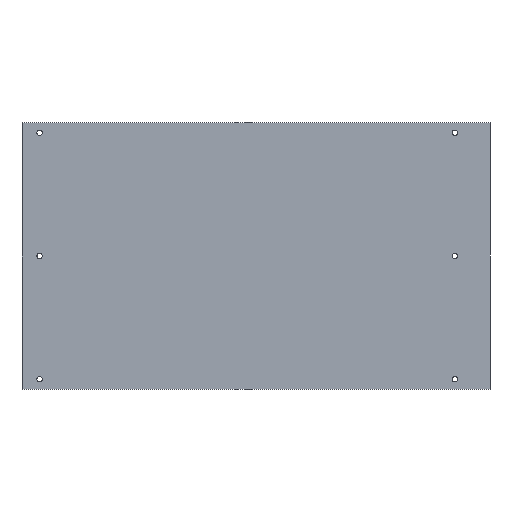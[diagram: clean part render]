
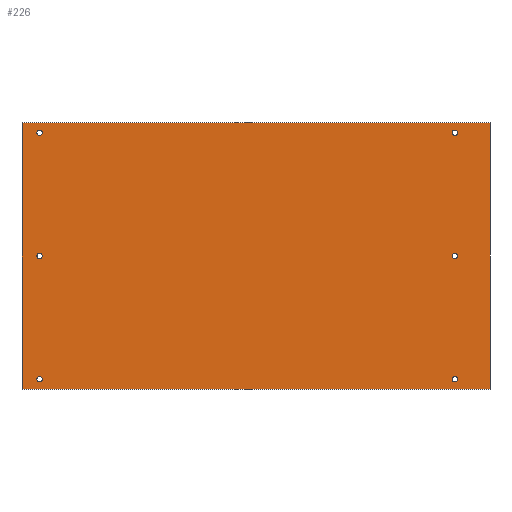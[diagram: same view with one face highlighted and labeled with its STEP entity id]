
A CAD part, left-side view. The second image highlights one B-rep face of the part: STEP entity #226.
In plain terms, the highlighted planar face has unit normal (-1, 0, 0).
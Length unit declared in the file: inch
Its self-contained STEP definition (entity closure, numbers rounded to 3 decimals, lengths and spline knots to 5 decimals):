
#15=LINE('',#367,#27);
#19=LINE('',#375,#31);
#22=LINE('',#381,#34);
#25=LINE('',#386,#37);
#27=VECTOR('',#311,39.37008);
#31=VECTOR('',#317,39.37008);
#34=VECTOR('',#322,39.37008);
#37=VECTOR('',#327,39.37008);
#44=PLANE('',#270);
#57=FACE_BOUND('',#99,.T.);
#58=FACE_BOUND('',#100,.T.);
#59=FACE_BOUND('',#101,.T.);
#60=FACE_BOUND('',#102,.T.);
#61=FACE_BOUND('',#103,.T.);
#62=FACE_BOUND('',#104,.T.);
#74=FACE_OUTER_BOUND('',#98,.T.);
#98=EDGE_LOOP('',(#199,#200,#201,#202));
#99=EDGE_LOOP('',(#203));
#100=EDGE_LOOP('',(#204));
#101=EDGE_LOOP('',(#205));
#102=EDGE_LOOP('',(#206));
#103=EDGE_LOOP('',(#207));
#104=EDGE_LOOP('',(#208));
#105=CIRCLE('',#248,0.133);
#107=CIRCLE('',#251,0.133);
#109=CIRCLE('',#254,0.133);
#111=CIRCLE('',#257,0.133);
#113=CIRCLE('',#260,0.133);
#115=CIRCLE('',#263,0.133);
#117=VERTEX_POINT('',#335);
#119=VERTEX_POINT('',#340);
#121=VERTEX_POINT('',#345);
#123=VERTEX_POINT('',#350);
#125=VERTEX_POINT('',#355);
#127=VERTEX_POINT('',#360);
#129=VERTEX_POINT('',#365);
#130=VERTEX_POINT('',#366);
#133=VERTEX_POINT('',#374);
#135=VERTEX_POINT('',#380);
#137=EDGE_CURVE('',#117,#117,#105,.T.);
#139=EDGE_CURVE('',#119,#119,#107,.T.);
#141=EDGE_CURVE('',#121,#121,#109,.T.);
#143=EDGE_CURVE('',#123,#123,#111,.T.);
#145=EDGE_CURVE('',#125,#125,#113,.T.);
#147=EDGE_CURVE('',#127,#127,#115,.T.);
#149=EDGE_CURVE('',#129,#130,#15,.T.);
#153=EDGE_CURVE('',#130,#133,#19,.T.);
#156=EDGE_CURVE('',#133,#135,#22,.T.);
#159=EDGE_CURVE('',#135,#129,#25,.T.);
#199=ORIENTED_EDGE('',*,*,#149,.F.);
#200=ORIENTED_EDGE('',*,*,#159,.F.);
#201=ORIENTED_EDGE('',*,*,#156,.F.);
#202=ORIENTED_EDGE('',*,*,#153,.F.);
#203=ORIENTED_EDGE('',*,*,#145,.T.);
#204=ORIENTED_EDGE('',*,*,#147,.T.);
#205=ORIENTED_EDGE('',*,*,#137,.T.);
#206=ORIENTED_EDGE('',*,*,#139,.T.);
#207=ORIENTED_EDGE('',*,*,#141,.T.);
#208=ORIENTED_EDGE('',*,*,#143,.T.);
#226=ADVANCED_FACE('',(#74,#57,#58,#59,#60,#61,#62),#44,.T.);
#248=AXIS2_PLACEMENT_3D('',#336,#275,#276);
#251=AXIS2_PLACEMENT_3D('',#341,#281,#282);
#254=AXIS2_PLACEMENT_3D('',#346,#287,#288);
#257=AXIS2_PLACEMENT_3D('',#351,#293,#294);
#260=AXIS2_PLACEMENT_3D('',#356,#299,#300);
#263=AXIS2_PLACEMENT_3D('',#361,#305,#306);
#270=AXIS2_PLACEMENT_3D('',#389,#331,#332);
#275=DIRECTION('center_axis',(1.,0.,0.));
#276=DIRECTION('ref_axis',(0.,0.,-1.));
#281=DIRECTION('center_axis',(1.,0.,0.));
#282=DIRECTION('ref_axis',(0.,0.,-1.));
#287=DIRECTION('center_axis',(1.,0.,0.));
#288=DIRECTION('ref_axis',(0.,0.,-1.));
#293=DIRECTION('center_axis',(1.,0.,0.));
#294=DIRECTION('ref_axis',(0.,0.,-1.));
#299=DIRECTION('center_axis',(1.,0.,0.));
#300=DIRECTION('ref_axis',(0.,0.,-1.));
#305=DIRECTION('center_axis',(1.,0.,0.));
#306=DIRECTION('ref_axis',(0.,0.,-1.));
#311=DIRECTION('',(0.,-1.,0.));
#317=DIRECTION('',(0.,0.,-1.));
#322=DIRECTION('',(0.,1.,0.));
#327=DIRECTION('',(0.,0.,1.));
#331=DIRECTION('center_axis',(-1.,0.,0.));
#332=DIRECTION('ref_axis',(0.,0.,1.));
#335=CARTESIAN_POINT('',(0.,1.75,-6.758));
#336=CARTESIAN_POINT('Origin',(0.,1.75,-6.625));
#340=CARTESIAN_POINT('',(0.,22.375,-6.758));
#341=CARTESIAN_POINT('Origin',(0.,22.375,-6.625));
#345=CARTESIAN_POINT('',(0.,22.375,-12.883));
#346=CARTESIAN_POINT('Origin',(0.,22.375,-12.75));
#350=CARTESIAN_POINT('',(0.,1.75,-12.883));
#351=CARTESIAN_POINT('Origin',(0.,1.75,-12.75));
#355=CARTESIAN_POINT('',(0.,22.375,-0.633));
#356=CARTESIAN_POINT('Origin',(0.,22.375,-0.5));
#360=CARTESIAN_POINT('',(0.,1.75,-0.633));
#361=CARTESIAN_POINT('Origin',(0.,1.75,-0.5));
#365=CARTESIAN_POINT('',(0.,23.25,0.));
#366=CARTESIAN_POINT('',(0.,0.,0.));
#367=CARTESIAN_POINT('',(0.,0.,0.));
#374=CARTESIAN_POINT('',(0.,0.,-13.25));
#375=CARTESIAN_POINT('',(0.,0.,0.));
#380=CARTESIAN_POINT('',(0.,23.25,-13.25));
#381=CARTESIAN_POINT('',(0.,0.,-13.25));
#386=CARTESIAN_POINT('',(0.,23.25,0.));
#389=CARTESIAN_POINT('Origin',(0.,0.,0.));
